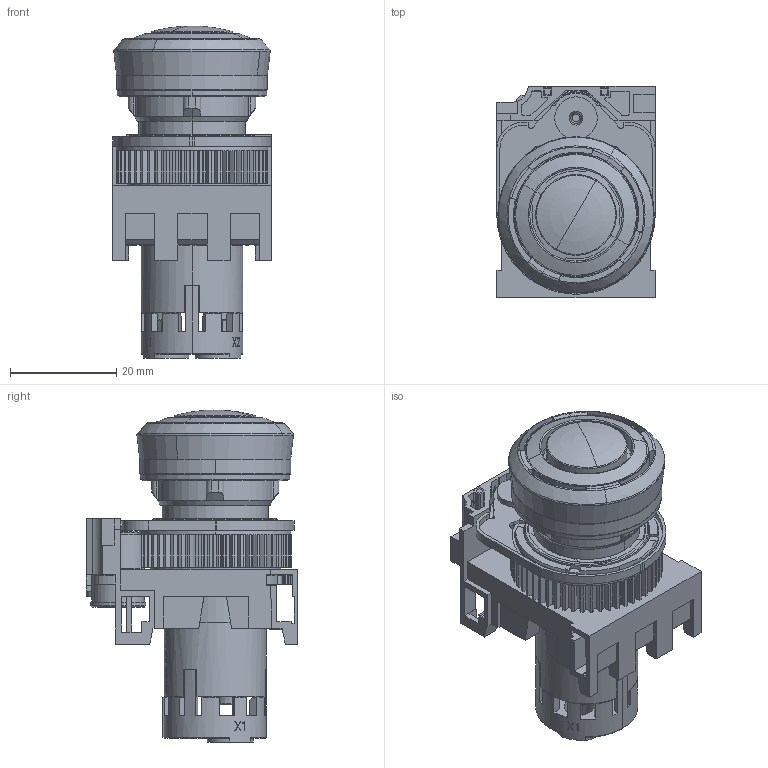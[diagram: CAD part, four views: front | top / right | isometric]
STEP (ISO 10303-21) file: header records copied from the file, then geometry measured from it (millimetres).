
FILE_DESCRIPTION(('STEP AP214'),'1');
FILE_NAME('cctmp_902AF2BE-FB12-4CD0-BF88-45706EB7A95C_2025_10_07_17_51_20_0314..stp','2025-10-07T15:51:22',('SIEMENS A&D'),('CADClick - www.CADClick.com'),'Spatial InterOp 3D postprocessed',' ','unknown authorization');
FILE_SCHEMA(('AUTOMOTIVE_DESIGN'));
Length unit declared in the file: millimetre
Products named in the file (3): cc_unnamed; 0_1; 0
Assembly tree (2 placements, depth 2):
  cc_unnamed
    0_1
    0
Bounding box: 29.8 x 39.83 x 62.5 mm (x, y, z)
Volume: 29020.4 mm3; surface area: 20754.3 mm2
Topology: 2 solids, 3 shells, 2307 faces, 6541 edges, 4293 vertices
Faces by surface type: plane 1665, cylinder 527, cone 77, torus 36, revolution 2
Entity records: 86932 total; most frequent: CARTESIAN_POINT 18018, DIRECTION 13409, ORIENTED_EDGE 13074, EDGE_CURVE 6537, AXIS2_PLACEMENT_3D 4729, VERTEX_POINT 4293, LINE 3949, VECTOR 3949
